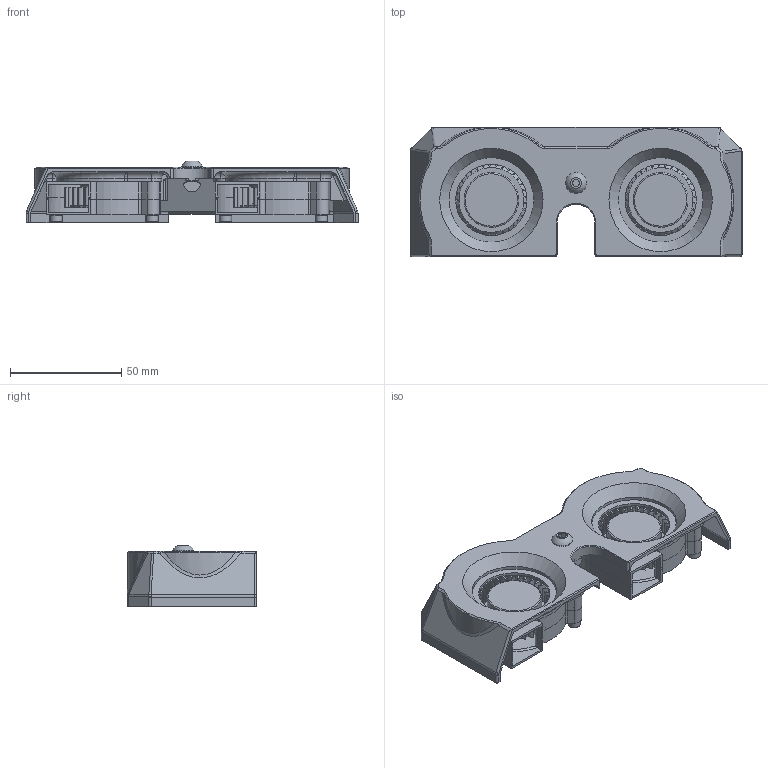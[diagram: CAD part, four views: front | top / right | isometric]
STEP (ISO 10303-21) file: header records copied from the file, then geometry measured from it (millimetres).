
FILE_DESCRIPTION(/* description */ (''),/* implementation_level */ '2;1');
FILE_NAME(/* name */ 'Monolith_Bed_Fans_for_V2.step',/* time_stamp */ '2025-06-03T06:16:36-05:00',/* author */ (''),/* organization */ (''),/* preprocessor_version */ 'ST-DEVELOPER v20.1',/* originating_system */ 'Autodesk Translation Framework v14.10.0.0',/* authorisation */ '');
FILE_SCHEMA (('AUTOMOTIVE_DESIGN { 1 0 10303 214 3 1 1 }'));
Length unit declared in the file: millimetre
Products named in the file (11): Monolith Bed Fans; Radial-Cooling-Fan-5015-DC24V; Radial-Cooling-Fan-5015-DC24V_1; turbine; top; bottom; Monolith bed fans_1; M3_Threaded_Insert; 2020 Drop-in T-nut, M5; M5x10 BHCS; M3x20 SHCS
Assembly tree (19 placements, depth 3):
  Monolith Bed Fans
    Radial-Cooling-Fan-5015-DC24V
      turbine
      top
      bottom
    Radial-Cooling-Fan-5015-DC24V_1
      turbine
      top
      bottom
    Monolith bed fans_1
    M3_Threaded_Insert  x4
    2020 Drop-in T-nut, M5
    M5x10 BHCS
    M3x20 SHCS  x4
Bounding box: 149 x 58 x 27.75 mm (x, y, z)
Volume: 46794.8 mm3; surface area: 65558.9 mm2
Topology: 19 solids, 19 shells, 1578 faces, 4211 edges, 2706 vertices
Faces by surface type: cylinder 573, plane 471, bspline 385, cone 116, torus 24, sphere 9
Full cylindrical faces by diameter (mm): 2.9 x4, 3 x4, 4.2 x5, 4.25 x4, 4.5 x8, 4.6 x4, 4.7 x4, 5 x3, 5.4 x1, 5.5 x4, 5.65 x4, 9.5 x1, 22.8 x2, 24.5 x2, 32 x2, 38 x2
Entity records: 30286 total; most frequent: CARTESIAN_POINT 9885, ORIENTED_EDGE 4320, DIRECTION 4180, EDGE_CURVE 2160, AXIS2_PLACEMENT_3D 1690, VERTEX_POINT 1375, EDGE_LOOP 873, CIRCLE 848
